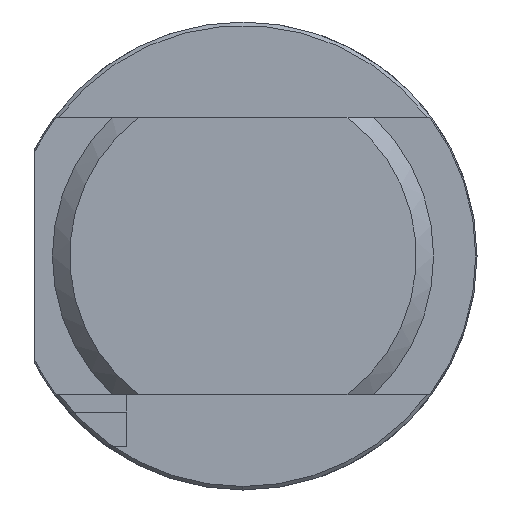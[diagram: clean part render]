
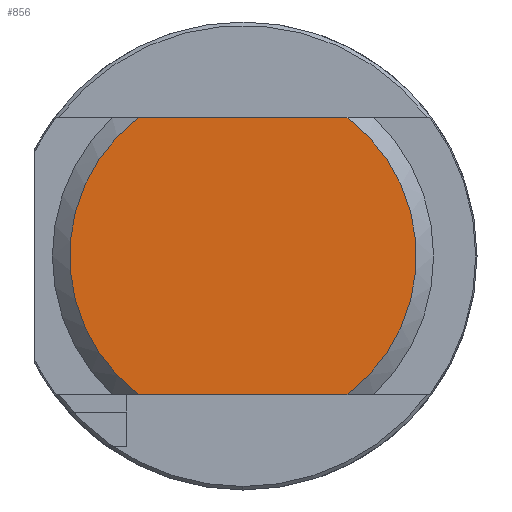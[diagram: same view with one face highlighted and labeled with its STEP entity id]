
A CAD part, left-side view. The second image highlights one B-rep face of the part: STEP entity #856.
In plain terms, the highlighted planar face has unit normal (-1, 0, 0).
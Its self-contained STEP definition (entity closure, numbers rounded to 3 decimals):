
#24 = ORIENTED_EDGE ( 'NONE', *, *, #2155, .T. ) ;
#25 = ORIENTED_EDGE ( 'NONE', *, *, #2154, .F. ) ;
#28 = ORIENTED_EDGE ( 'NONE', *, *, #2156, .F. ) ;
#54 = ORIENTED_EDGE ( 'NONE', *, *, #2168, .T. ) ;
#347 = CARTESIAN_POINT ( 'NONE',  ( 0., 0., 0. ) ) ;
#348 = PLANE ( 'NONE',  #2450 ) ;
#350 = DIRECTION ( 'NONE',  ( 1., 0., 0. ) ) ;
#351 = DIRECTION ( 'NONE',  ( 0., 0., -1. ) ) ;
#856 = ADVANCED_FACE ( 'NONE', ( #3999 ), #348, .F. ) ;
#1222 = CARTESIAN_POINT ( 'NONE',  ( 0., 12.75, 8. ) ) ;
#1226 = CARTESIAN_POINT ( 'NONE',  ( 0., 12.75, -8. ) ) ;
#1229 = CARTESIAN_POINT ( 'NONE',  ( 0., 0., 0. ) ) ;
#1230 = DIRECTION ( 'NONE',  ( 0., -1., 0. ) ) ;
#1232 = DIRECTION ( 'NONE',  ( -1., 0., 0. ) ) ;
#1233 = DIRECTION ( 'NONE',  ( 0., 0., -1. ) ) ;
#1235 = DIRECTION ( 'NONE',  ( 0., 1., 0. ) ) ;
#1262 = CARTESIAN_POINT ( 'NONE',  ( 0., 0., 0. ) ) ;
#1273 = DIRECTION ( 'NONE',  ( -1., 0., 0. ) ) ;
#1274 = DIRECTION ( 'NONE',  ( 0., 0., -1. ) ) ;
#1735 = CARTESIAN_POINT ( 'NONE',  ( 0., -6., 8. ) ) ;
#1797 = CARTESIAN_POINT ( 'NONE',  ( 0., 6., -8. ) ) ;
#1802 = CARTESIAN_POINT ( 'NONE',  ( 0., 6., 8. ) ) ;
#1805 = CARTESIAN_POINT ( 'NONE',  ( 0., -6., -8. ) ) ;
#2154 = EDGE_CURVE ( 'NONE', #4627, #4560, #4294, .T. ) ;
#2155 = EDGE_CURVE ( 'NONE', #4627, #4622, #4305, .T. ) ;
#2156 = EDGE_CURVE ( 'NONE', #4630, #4622, #4304, .T. ) ;
#2168 = EDGE_CURVE ( 'NONE', #4630, #4560, #4316, .T. ) ;
#2450 = AXIS2_PLACEMENT_3D ( 'NONE', #347, #350, #351 ) ;
#2565 = AXIS2_PLACEMENT_3D ( 'NONE', #1229, #1232, #1233 ) ;
#2570 = AXIS2_PLACEMENT_3D ( 'NONE', #1262, #1273, #1274 ) ;
#3549 = EDGE_LOOP ( 'NONE', ( #24, #28, #54, #25 ) ) ;
#3999 = FACE_OUTER_BOUND ( 'NONE', #3549, .T. ) ;
#4294 = LINE ( 'NONE', #1222, #4303 ) ;
#4298 = VECTOR ( 'NONE', #1235, 1000. ) ;
#4303 = VECTOR ( 'NONE', #1230, 1000. ) ;
#4304 = LINE ( 'NONE', #1226, #4298 ) ;
#4305 = CIRCLE ( 'NONE', #2565, 10. ) ;
#4316 = CIRCLE ( 'NONE', #2570, 10. ) ;
#4560 = VERTEX_POINT ( 'NONE', #1735 ) ;
#4622 = VERTEX_POINT ( 'NONE', #1797 ) ;
#4627 = VERTEX_POINT ( 'NONE', #1802 ) ;
#4630 = VERTEX_POINT ( 'NONE', #1805 ) ;
